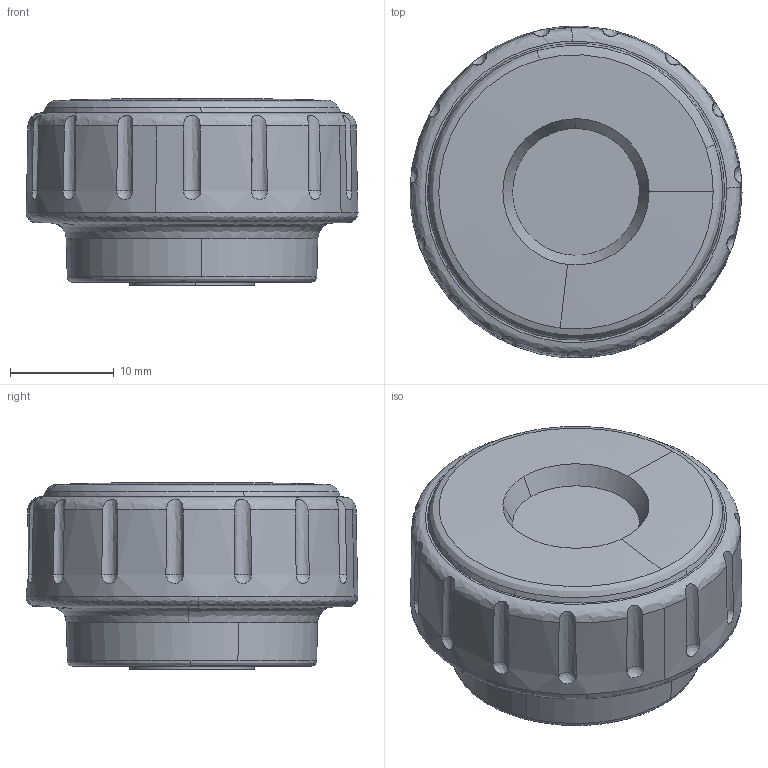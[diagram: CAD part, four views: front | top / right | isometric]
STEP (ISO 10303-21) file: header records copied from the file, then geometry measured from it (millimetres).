
FILE_DESCRIPTION((''),'2;1');
FILE_NAME('','2005-07-15T10:23:49',(''),(''),'','CADfix','');
FILE_SCHEMA(('AUTOMOTIVE_DESIGN'));
Length unit declared in the file: millimetre
Products named in the file (3): screw; knob; KDFS_32_M8_WH_2095_36
Assembly tree (2 placements, depth 2):
  KDFS_32_M8_WH_2095_36
    screw
    knob
Bounding box: 31.96 x 31.95 x 17.94 mm (x, y, z)
Volume: 11112.7 mm3; surface area: 3841 mm2
Topology: 2 solids, 2 shells, 66 faces, 212 edges, 154 vertices
Faces by surface type: bspline 66
Entity records: 4267 total; most frequent: CARTESIAN_POINT 3105, ORIENTED_EDGE 424, EDGE_CURVE 212, VERTEX_POINT 154, EDGE_LOOP 72, FACE_OUTER_BOUND 66, ADVANCED_FACE 66, QUASI_UNIFORM_CURVE 46
